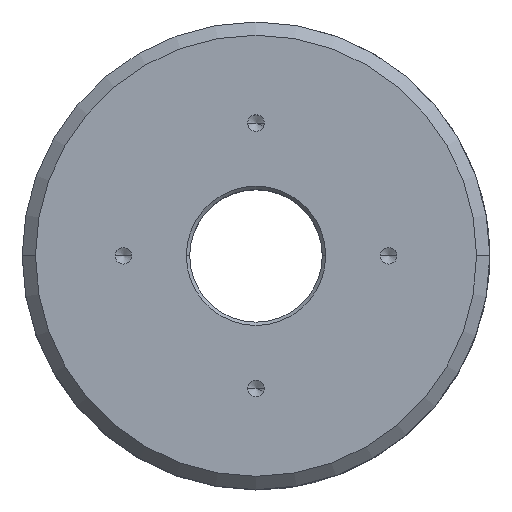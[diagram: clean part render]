
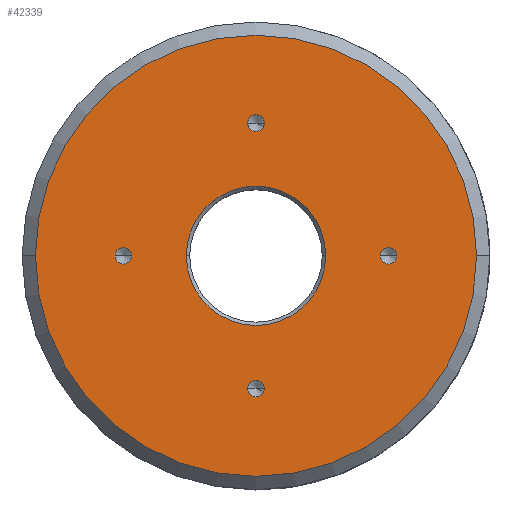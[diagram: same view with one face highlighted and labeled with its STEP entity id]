
A CAD part, top view. The second image highlights one B-rep face of the part: STEP entity #42339.
In plain terms, the highlighted planar face has unit normal (0, 0, 1).
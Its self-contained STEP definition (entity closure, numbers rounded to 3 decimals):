
#241 = VERTEX_POINT ( 'NONE', #6410 ) ;
#931 = AXIS2_PLACEMENT_3D ( 'NONE', #17912, #33126, #6172 ) ;
#1578 = VERTEX_POINT ( 'NONE', #18663 ) ;
#1890 = AXIS2_PLACEMENT_3D ( 'NONE', #26525, #14791, #30027 ) ;
#2350 = DIRECTION ( 'NONE',  ( -1., 0., 0. ) ) ;
#3075 = DIRECTION ( 'NONE',  ( -1., 0., 0. ) ) ;
#3350 = ORIENTED_EDGE ( 'NONE', *, *, #30224, .T. ) ;
#3725 = ORIENTED_EDGE ( 'NONE', *, *, #48153, .T. ) ;
#4391 = ORIENTED_EDGE ( 'NONE', *, *, #25101, .F. ) ;
#4851 = CARTESIAN_POINT ( 'NONE',  ( 20., 0., 10.3 ) ) ;
#5170 = FACE_BOUND ( 'NONE', #48897, .T. ) ;
#5415 = FACE_BOUND ( 'NONE', #27701, .T. ) ;
#5849 = CIRCLE ( 'NONE', #7424, 1.25 ) ;
#6172 = DIRECTION ( 'NONE',  ( -1., 0., 0. ) ) ;
#6410 = CARTESIAN_POINT ( 'NONE',  ( -18.75, 0., 10.3 ) ) ;
#6799 = CARTESIAN_POINT ( 'NONE',  ( 20., 0., 10.3 ) ) ;
#6982 = EDGE_LOOP ( 'NONE', ( #46751, #7835 ) ) ;
#6985 = CARTESIAN_POINT ( 'NONE',  ( 0., -20., 10.3 ) ) ;
#7151 = DIRECTION ( 'NONE',  ( 0., 0., 1. ) ) ;
#7169 = CIRCLE ( 'NONE', #8776, 1.25 ) ;
#7424 = AXIS2_PLACEMENT_3D ( 'NONE', #6799, #28559, #3075 ) ;
#7835 = ORIENTED_EDGE ( 'NONE', *, *, #20328, .F. ) ;
#8319 = VERTEX_POINT ( 'NONE', #47346 ) ;
#8629 = CARTESIAN_POINT ( 'NONE',  ( 0., 0., 10.3 ) ) ;
#8667 = CARTESIAN_POINT ( 'NONE',  ( 33.25, 0., 10.3 ) ) ;
#8776 = AXIS2_PLACEMENT_3D ( 'NONE', #4851, #31297, #31802 ) ;
#10106 = VERTEX_POINT ( 'NONE', #45252 ) ;
#10197 = CARTESIAN_POINT ( 'NONE',  ( -1.25, -20., 10.3 ) ) ;
#10913 = DIRECTION ( 'NONE',  ( -1., 0., 0. ) ) ;
#11116 = CIRCLE ( 'NONE', #41406, 1.25 ) ;
#11673 = VERTEX_POINT ( 'NONE', #21618 ) ;
#12038 = VERTEX_POINT ( 'NONE', #12812 ) ;
#12631 = DIRECTION ( 'NONE',  ( 0., 0., -1. ) ) ;
#12812 = CARTESIAN_POINT ( 'NONE',  ( -1.25, 20., 10.3 ) ) ;
#13010 = AXIS2_PLACEMENT_3D ( 'NONE', #41169, #18467, #15683 ) ;
#13403 = FACE_BOUND ( 'NONE', #6982, .T. ) ;
#13797 = CIRCLE ( 'NONE', #13010, 1.25 ) ;
#14191 = CARTESIAN_POINT ( 'NONE',  ( -21.25, 0., 10.3 ) ) ;
#14791 = DIRECTION ( 'NONE',  ( 0., 0., 1. ) ) ;
#15683 = DIRECTION ( 'NONE',  ( -1., 0., 0. ) ) ;
#16091 = EDGE_CURVE ( 'NONE', #10106, #8319, #27614, .T. ) ;
#16144 = EDGE_CURVE ( 'NONE', #12038, #29379, #17290, .T. ) ;
#16667 = FACE_OUTER_BOUND ( 'NONE', #46014, .T. ) ;
#17290 = CIRCLE ( 'NONE', #18886, 1.25 ) ;
#17398 = VERTEX_POINT ( 'NONE', #14191 ) ;
#17912 = CARTESIAN_POINT ( 'NONE',  ( 0., 0., 10.3 ) ) ;
#18467 = DIRECTION ( 'NONE',  ( 0., 0., 1. ) ) ;
#18493 = DIRECTION ( 'NONE',  ( -1., 0., 0. ) ) ;
#18663 = CARTESIAN_POINT ( 'NONE',  ( 21.25, 0., 10.3 ) ) ;
#18886 = AXIS2_PLACEMENT_3D ( 'NONE', #37391, #40658, #10913 ) ;
#19242 = CIRCLE ( 'NONE', #42349, 1.25 ) ;
#20069 = ORIENTED_EDGE ( 'NONE', *, *, #29945, .F. ) ;
#20328 = EDGE_CURVE ( 'NONE', #29379, #12038, #13797, .T. ) ;
#20516 = AXIS2_PLACEMENT_3D ( 'NONE', #39926, #36174, #32413 ) ;
#21618 = CARTESIAN_POINT ( 'NONE',  ( -33.25, 0., 10.3 ) ) ;
#22110 = CARTESIAN_POINT ( 'NONE',  ( -20., 0., 10.3 ) ) ;
#23407 = CIRCLE ( 'NONE', #1890, 1.25 ) ;
#24803 = AXIS2_PLACEMENT_3D ( 'NONE', #44762, #29294, #2350 ) ;
#25101 = EDGE_CURVE ( 'NONE', #17398, #241, #11116, .T. ) ;
#25896 = DIRECTION ( 'NONE',  ( -1., 0., 0. ) ) ;
#26336 = EDGE_LOOP ( 'NONE', ( #4391, #47312 ) ) ;
#26462 = ORIENTED_EDGE ( 'NONE', *, *, #47953, .F. ) ;
#26525 = CARTESIAN_POINT ( 'NONE',  ( -20., 0., 10.3 ) ) ;
#27614 = CIRCLE ( 'NONE', #20516, 10.5 ) ;
#27701 = EDGE_LOOP ( 'NONE', ( #3350, #29040 ) ) ;
#27889 = VERTEX_POINT ( 'NONE', #10197 ) ;
#28391 = CARTESIAN_POINT ( 'NONE',  ( 0., 0., 10.3 ) ) ;
#28559 = DIRECTION ( 'NONE',  ( 0., 0., 1. ) ) ;
#29040 = ORIENTED_EDGE ( 'NONE', *, *, #16091, .T. ) ;
#29294 = DIRECTION ( 'NONE',  ( 0., 0., 1. ) ) ;
#29379 = VERTEX_POINT ( 'NONE', #31711 ) ;
#29808 = AXIS2_PLACEMENT_3D ( 'NONE', #6985, #37454, #18493 ) ;
#29880 = CARTESIAN_POINT ( 'NONE',  ( 0., -20., 10.3 ) ) ;
#29922 = EDGE_CURVE ( 'NONE', #43277, #11673, #47970, .T. ) ;
#29945 = EDGE_CURVE ( 'NONE', #27889, #45373, #19242, .T. ) ;
#30027 = DIRECTION ( 'NONE',  ( -1., 0., 0. ) ) ;
#30224 = EDGE_CURVE ( 'NONE', #8319, #10106, #48768, .T. ) ;
#31230 = AXIS2_PLACEMENT_3D ( 'NONE', #8629, #12631, #31592 ) ;
#31297 = DIRECTION ( 'NONE',  ( 0., 0., 1. ) ) ;
#31592 = DIRECTION ( 'NONE',  ( -1., 0., 0. ) ) ;
#31711 = CARTESIAN_POINT ( 'NONE',  ( 1.25, 20., 10.3 ) ) ;
#31802 = DIRECTION ( 'NONE',  ( -1., 0., 0. ) ) ;
#31881 = PLANE ( 'NONE',  #36304 ) ;
#32190 = CIRCLE ( 'NONE', #29808, 1.25 ) ;
#32413 = DIRECTION ( 'NONE',  ( 1., 0., 0. ) ) ;
#32877 = ORIENTED_EDGE ( 'NONE', *, *, #33828, .F. ) ;
#33126 = DIRECTION ( 'NONE',  ( 0., 0., 1. ) ) ;
#33377 = EDGE_CURVE ( 'NONE', #241, #17398, #23407, .T. ) ;
#33663 = CARTESIAN_POINT ( 'NONE',  ( 1.25, -20., 10.3 ) ) ;
#33828 = EDGE_CURVE ( 'NONE', #45373, #27889, #32190, .T. ) ;
#35507 = CARTESIAN_POINT ( 'NONE',  ( 18.75, 0., 10.3 ) ) ;
#36174 = DIRECTION ( 'NONE',  ( 0., 0., -1. ) ) ;
#36304 = AXIS2_PLACEMENT_3D ( 'NONE', #28391, #47124, #39629 ) ;
#36556 = VERTEX_POINT ( 'NONE', #35507 ) ;
#36574 = ORIENTED_EDGE ( 'NONE', *, *, #29922, .T. ) ;
#36984 = EDGE_LOOP ( 'NONE', ( #20069, #32877 ) ) ;
#37391 = CARTESIAN_POINT ( 'NONE',  ( 0., 20., 10.3 ) ) ;
#37454 = DIRECTION ( 'NONE',  ( 0., 0., 1. ) ) ;
#37801 = DIRECTION ( 'NONE',  ( -1., 0., 0. ) ) ;
#38967 = EDGE_CURVE ( 'NONE', #1578, #36556, #5849, .T. ) ;
#39117 = CIRCLE ( 'NONE', #24803, 33.25 ) ;
#39629 = DIRECTION ( 'NONE',  ( 0., -1., 0. ) ) ;
#39926 = CARTESIAN_POINT ( 'NONE',  ( 0., 0., 10.3 ) ) ;
#39934 = ORIENTED_EDGE ( 'NONE', *, *, #38967, .F. ) ;
#40658 = DIRECTION ( 'NONE',  ( 0., 0., 1. ) ) ;
#41169 = CARTESIAN_POINT ( 'NONE',  ( 0., 20., 10.3 ) ) ;
#41406 = AXIS2_PLACEMENT_3D ( 'NONE', #22110, #44565, #37801 ) ;
#42339 = ADVANCED_FACE ( 'NONE', ( #47614, #47370, #13403, #5170, #16667, #5415 ), #31881, .T. ) ;
#42349 = AXIS2_PLACEMENT_3D ( 'NONE', #29880, #7151, #25896 ) ;
#43277 = VERTEX_POINT ( 'NONE', #8667 ) ;
#44565 = DIRECTION ( 'NONE',  ( 0., 0., 1. ) ) ;
#44762 = CARTESIAN_POINT ( 'NONE',  ( 0., 0., 10.3 ) ) ;
#45252 = CARTESIAN_POINT ( 'NONE',  ( 10.5, 0., 10.3 ) ) ;
#45373 = VERTEX_POINT ( 'NONE', #33663 ) ;
#46014 = EDGE_LOOP ( 'NONE', ( #36574, #3725 ) ) ;
#46751 = ORIENTED_EDGE ( 'NONE', *, *, #16144, .F. ) ;
#47124 = DIRECTION ( 'NONE',  ( 0., 0., 1. ) ) ;
#47312 = ORIENTED_EDGE ( 'NONE', *, *, #33377, .F. ) ;
#47346 = CARTESIAN_POINT ( 'NONE',  ( -10.5, 0., 10.3 ) ) ;
#47370 = FACE_BOUND ( 'NONE', #26336, .T. ) ;
#47614 = FACE_BOUND ( 'NONE', #36984, .T. ) ;
#47953 = EDGE_CURVE ( 'NONE', #36556, #1578, #7169, .T. ) ;
#47970 = CIRCLE ( 'NONE', #931, 33.25 ) ;
#48153 = EDGE_CURVE ( 'NONE', #11673, #43277, #39117, .T. ) ;
#48768 = CIRCLE ( 'NONE', #31230, 10.5 ) ;
#48897 = EDGE_LOOP ( 'NONE', ( #26462, #39934 ) ) ;
